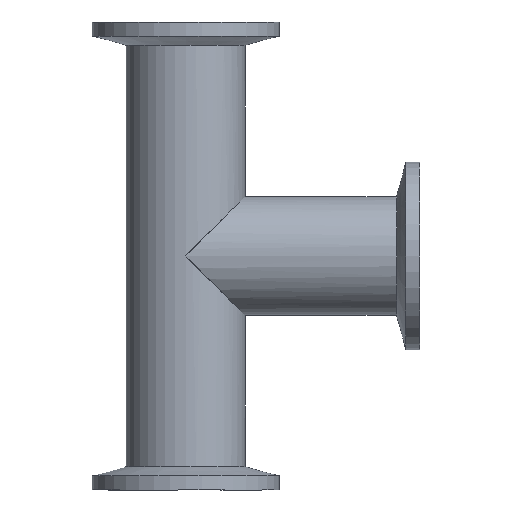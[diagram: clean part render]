
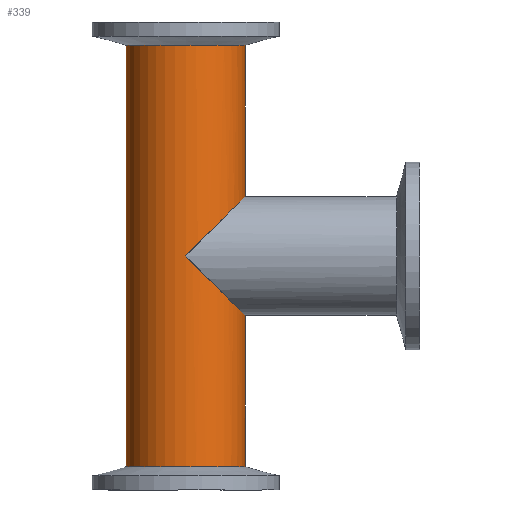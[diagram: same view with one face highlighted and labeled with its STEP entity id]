
A CAD part, left-side view. The second image highlights one B-rep face of the part: STEP entity #339.
In plain terms, the highlighted cylindrical face has radius 12.7 mm (diameter 25.4 mm), a full revolution.
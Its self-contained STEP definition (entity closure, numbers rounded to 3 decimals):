
#50=CIRCLE('',#435,12.7);
#51=CIRCLE('',#436,12.7);
#72=CYLINDRICAL_SURFACE('',#434,12.7);
#82=FACE_OUTER_BOUND('',#101,.T.);
#101=EDGE_LOOP('',(#245,#246,#247,#248,#249,#250,#251,#252));
#126=LINE('',#632,#141);
#127=LINE('',#634,#142);
#141=VECTOR('',#506,12.7);
#142=VECTOR('',#507,12.7);
#154=ELLIPSE('',#429,17.961,12.7);
#156=ELLIPSE('',#432,17.961,12.7);
#162=VERTEX_POINT('',#618);
#163=VERTEX_POINT('',#619);
#166=VERTEX_POINT('',#630);
#167=VERTEX_POINT('',#633);
#192=EDGE_CURVE('',#162,#163,#154,.T.);
#196=EDGE_CURVE('',#163,#162,#156,.T.);
#198=EDGE_CURVE('',#166,#166,#50,.T.);
#199=EDGE_CURVE('',#166,#163,#126,.T.);
#200=EDGE_CURVE('',#163,#167,#127,.T.);
#201=EDGE_CURVE('',#167,#167,#51,.T.);
#245=ORIENTED_EDGE('',*,*,#198,.F.);
#246=ORIENTED_EDGE('',*,*,#199,.T.);
#247=ORIENTED_EDGE('',*,*,#200,.T.);
#248=ORIENTED_EDGE('',*,*,#201,.F.);
#249=ORIENTED_EDGE('',*,*,#200,.F.);
#250=ORIENTED_EDGE('',*,*,#196,.T.);
#251=ORIENTED_EDGE('',*,*,#192,.T.);
#252=ORIENTED_EDGE('',*,*,#199,.F.);
#339=ADVANCED_FACE('',(#82),#72,.T.);
#429=AXIS2_PLACEMENT_3D('',#620,#490,#491);
#432=AXIS2_PLACEMENT_3D('',#627,#498,#499);
#434=AXIS2_PLACEMENT_3D('',#629,#502,#503);
#435=AXIS2_PLACEMENT_3D('',#631,#504,#505);
#436=AXIS2_PLACEMENT_3D('',#635,#508,#509);
#490=DIRECTION('center_axis',(0.,0.707,0.707));
#491=DIRECTION('ref_axis',(0.,-0.707,0.707));
#498=DIRECTION('center_axis',(0.,0.707,-0.707));
#499=DIRECTION('ref_axis',(0.,-0.707,-0.707));
#502=DIRECTION('center_axis',(0.,0.,1.));
#503=DIRECTION('ref_axis',(-1.,0.,0.));
#504=DIRECTION('center_axis',(0.,0.,1.));
#505=DIRECTION('ref_axis',(-1.,0.,0.));
#506=DIRECTION('',(0.,0.,-1.));
#507=DIRECTION('',(0.,0.,-1.));
#508=DIRECTION('center_axis',(0.,0.,-1.));
#509=DIRECTION('ref_axis',(-1.,0.,0.));
#618=CARTESIAN_POINT('',(-12.7,0.,46.244));
#619=CARTESIAN_POINT('',(12.7,0.,46.244));
#620=CARTESIAN_POINT('Origin',(0.,0.,46.244));
#627=CARTESIAN_POINT('Origin',(0.,0.,46.244));
#629=CARTESIAN_POINT('Origin',(0.,0.,0.));
#630=CARTESIAN_POINT('',(12.7,0.,92.488));
#631=CARTESIAN_POINT('Origin',(0.,0.,92.488));
#632=CARTESIAN_POINT('',(12.7,0.,0.));
#633=CARTESIAN_POINT('',(12.7,0.,0.));
#634=CARTESIAN_POINT('',(12.7,0.,0.));
#635=CARTESIAN_POINT('Origin',(0.,0.,0.));
